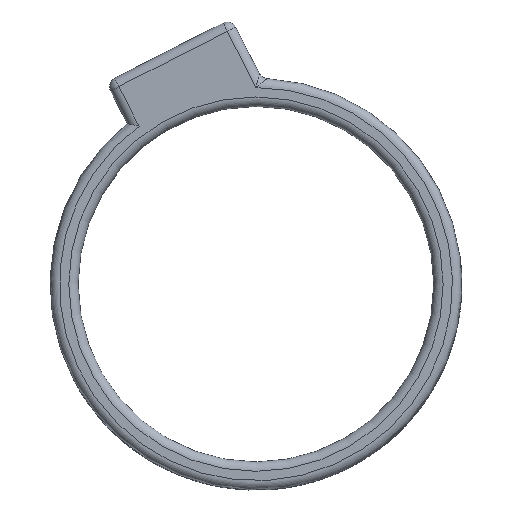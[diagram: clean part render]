
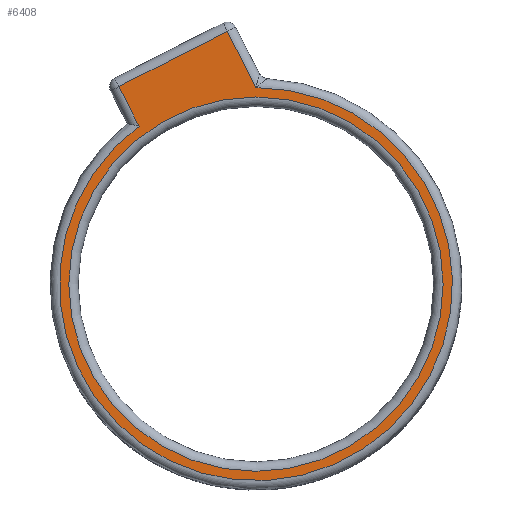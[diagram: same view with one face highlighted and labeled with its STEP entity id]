
A CAD part, top view. The second image highlights one B-rep face of the part: STEP entity #6408.
In plain terms, the highlighted planar face has unit normal (0, 0, 1).
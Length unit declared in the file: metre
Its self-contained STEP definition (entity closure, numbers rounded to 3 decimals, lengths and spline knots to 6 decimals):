
#646=PLANE('',#6909);
#834=CIRCLE('',#6910,0.02);
#835=CIRCLE('',#6911,0.021);
#1243=ORIENTED_EDGE('',*,*,#3249,.T.);
#1244=ORIENTED_EDGE('',*,*,#3250,.T.);
#1245=ORIENTED_EDGE('',*,*,#3251,.T.);
#1246=ORIENTED_EDGE('',*,*,#3252,.T.);
#1247=ORIENTED_EDGE('',*,*,#3253,.T.);
#3249=EDGE_CURVE('',#4256,#4256,#834,.F.);
#3250=EDGE_CURVE('',#4257,#4258,#4689,.T.);
#3251=EDGE_CURVE('',#4258,#4259,#4690,.T.);
#3252=EDGE_CURVE('',#4259,#4260,#4691,.F.);
#3253=EDGE_CURVE('',#4260,#4257,#835,.T.);
#4256=VERTEX_POINT('',#9622);
#4257=VERTEX_POINT('',#9624);
#4258=VERTEX_POINT('',#9625);
#4259=VERTEX_POINT('',#9627);
#4260=VERTEX_POINT('',#9629);
#4689=LINE('',#9623,#5119);
#4690=LINE('',#9626,#5120);
#4691=LINE('',#9628,#5121);
#5119=VECTOR('',#7527,1.);
#5120=VECTOR('',#7528,1.);
#5121=VECTOR('',#7529,1.);
#5528=EDGE_LOOP('',(#1243));
#5529=EDGE_LOOP('',(#1244,#1245,#1246,#1247));
#5945=FACE_BOUND('',#5528,.T.);
#5946=FACE_BOUND('',#5529,.T.);
#6408=ADVANCED_FACE('',(#5945,#5946),#646,.T.);
#6909=AXIS2_PLACEMENT_3D('',#9620,#7523,#7524);
#6910=AXIS2_PLACEMENT_3D('',#9621,#7525,#7526);
#6911=AXIS2_PLACEMENT_3D('',#9630,#7530,#7531);
#7523=DIRECTION('',(0.,0.,1.));
#7524=DIRECTION('',(1.,0.,0.));
#7525=DIRECTION('',(0.,0.,1.));
#7526=DIRECTION('',(1.,0.,0.));
#7527=DIRECTION('',(-0.454,0.891,0.));
#7528=DIRECTION('',(-0.891,-0.454,0.));
#7529=DIRECTION('',(-0.454,0.891,0.));
#7530=DIRECTION('',(0.,0.,1.));
#7531=DIRECTION('',(1.,0.,0.));
#9620=CARTESIAN_POINT('',(0.,0.,0.0035));
#9621=CARTESIAN_POINT('',(0.,0.,0.0035));
#9622=CARTESIAN_POINT('',(0.02,0.,0.0035));
#9623=CARTESIAN_POINT('',(-0.003518,0.027905,0.0035));
#9624=CARTESIAN_POINT('',(0.,0.021,0.0035));
#9625=CARTESIAN_POINT('',(-0.003064,0.027014,0.0035));
#9626=CARTESIAN_POINT('',(-0.015539,0.020658,0.0035));
#9627=CARTESIAN_POINT('',(-0.014648,0.021112,0.0035));
#9628=CARTESIAN_POINT('',(-0.012868,0.01762,0.0035));
#9629=CARTESIAN_POINT('',(-0.012491,0.016881,0.0035));
#9630=CARTESIAN_POINT('',(0.,0.,0.0035));
